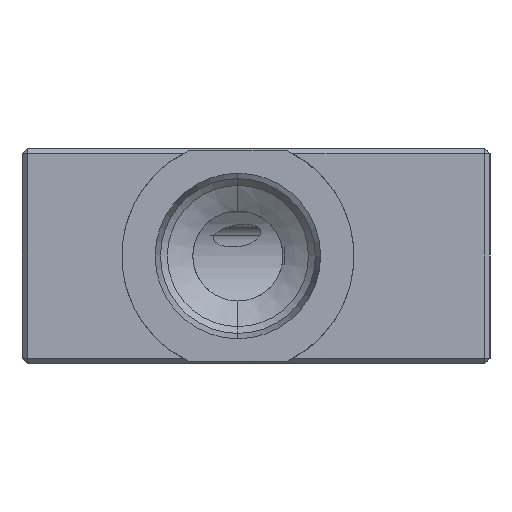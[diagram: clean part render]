
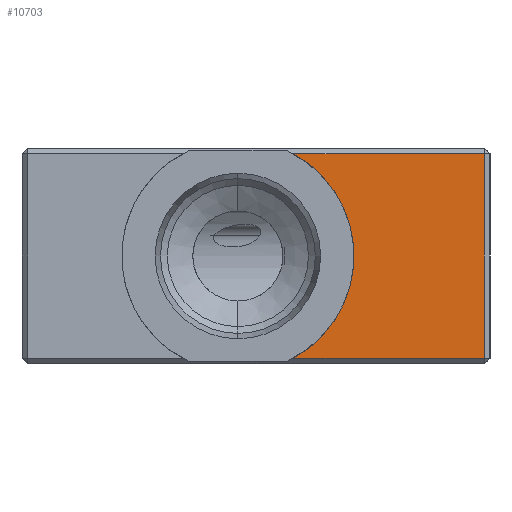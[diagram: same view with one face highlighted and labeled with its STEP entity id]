
A CAD part, left-side view. The second image highlights one B-rep face of the part: STEP entity #10703.
In plain terms, the highlighted planar face has unit normal (-1, 0, 0).
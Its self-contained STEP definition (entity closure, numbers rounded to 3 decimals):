
#361 = EDGE_CURVE ( 'NONE', #2060, #3122, #16186, .T. ) ;
#492 = CARTESIAN_POINT ( 'NONE',  ( -57.15, 3.175, 0. ) ) ;
#829 = LINE ( 'NONE', #12394, #8923 ) ;
#1009 = VECTOR ( 'NONE', #13921, 1000. ) ;
#1576 = CARTESIAN_POINT ( 'NONE',  ( -57.15, -41.325, 19.05 ) ) ;
#2030 = ORIENTED_EDGE ( 'NONE', *, *, #13581, .T. ) ;
#2060 = VERTEX_POINT ( 'NONE', #2421 ) ;
#2421 = CARTESIAN_POINT ( 'NONE',  ( -57.15, -6.543, -18.05 ) ) ;
#3122 = VERTEX_POINT ( 'NONE', #10725 ) ;
#3349 = AXIS2_PLACEMENT_3D ( 'NONE', #1576, #5968, #7273 ) ;
#3708 = DIRECTION ( 'NONE',  ( 0., -1., 0. ) ) ;
#4011 = CARTESIAN_POINT ( 'NONE',  ( -57.15, -40.325, 18.05 ) ) ;
#4851 = ORIENTED_EDGE ( 'NONE', *, *, #361, .T. ) ;
#5104 = CARTESIAN_POINT ( 'NONE',  ( -57.15, -6.543, 18.05 ) ) ;
#5204 = VECTOR ( 'NONE', #3708, 1000. ) ;
#5250 = VERTEX_POINT ( 'NONE', #4011 ) ;
#5968 = DIRECTION ( 'NONE',  ( 1., 0., 0. ) ) ;
#7273 = DIRECTION ( 'NONE',  ( 0., 0., -1. ) ) ;
#8388 = ORIENTED_EDGE ( 'NONE', *, *, #18396, .F. ) ;
#8583 = CIRCLE ( 'NONE', #18348, 20.5 ) ;
#8923 = VECTOR ( 'NONE', #13713, 1000. ) ;
#9498 = FACE_OUTER_BOUND ( 'NONE', #10737, .T. ) ;
#9862 = EDGE_CURVE ( 'NONE', #3122, #5250, #16710, .T. ) ;
#10703 = ADVANCED_FACE ( 'NONE', ( #9498 ), #11606, .F. ) ;
#10725 = CARTESIAN_POINT ( 'NONE',  ( -57.15, -40.325, -18.05 ) ) ;
#10737 = EDGE_LOOP ( 'NONE', ( #2030, #8388, #4851, #14549 ) ) ;
#10947 = CARTESIAN_POINT ( 'NONE',  ( -57.15, -41.325, -18.05 ) ) ;
#11606 = PLANE ( 'NONE',  #3349 ) ;
#11856 = DIRECTION ( 'NONE',  ( 0., 0., 1. ) ) ;
#12394 = CARTESIAN_POINT ( 'NONE',  ( -57.15, -41.325, 18.05 ) ) ;
#13581 = EDGE_CURVE ( 'NONE', #5250, #16779, #829, .T. ) ;
#13713 = DIRECTION ( 'NONE',  ( 0., 1., 0. ) ) ;
#13921 = DIRECTION ( 'NONE',  ( 0., 0., 1. ) ) ;
#13981 = CARTESIAN_POINT ( 'NONE',  ( -57.15, -40.325, 19.05 ) ) ;
#14549 = ORIENTED_EDGE ( 'NONE', *, *, #9862, .T. ) ;
#16186 = LINE ( 'NONE', #10947, #5204 ) ;
#16710 = LINE ( 'NONE', #13981, #1009 ) ;
#16779 = VERTEX_POINT ( 'NONE', #5104 ) ;
#17760 = DIRECTION ( 'NONE',  ( -1., 0., 0. ) ) ;
#18348 = AXIS2_PLACEMENT_3D ( 'NONE', #492, #17760, #11856 ) ;
#18396 = EDGE_CURVE ( 'NONE', #2060, #16779, #8583, .T. ) ;
